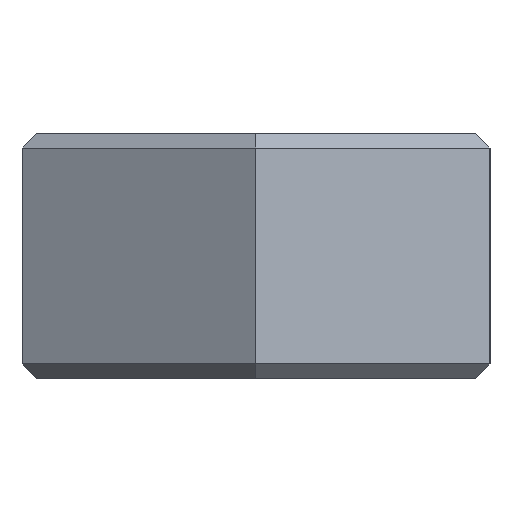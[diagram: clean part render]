
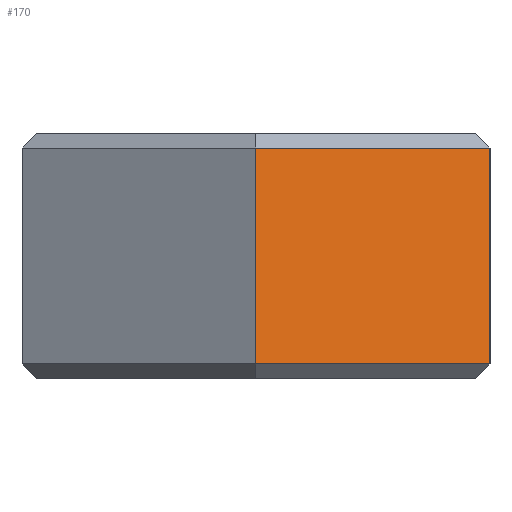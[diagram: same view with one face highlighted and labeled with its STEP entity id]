
A CAD part, front view. The second image highlights one B-rep face of the part: STEP entity #170.
In plain terms, the highlighted planar face has unit normal (0.5, -0.866, 0).
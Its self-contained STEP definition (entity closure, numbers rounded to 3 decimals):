
#170=ADVANCED_FACE('',(#1809),#1811,.T.);
#1809=FACE_BOUND('',#1810,.T.);
#1810=EDGE_LOOP('',(#1972,#1973,#1974,#1975));
#1811=PLANE('',#1812);
#1812=AXIS2_PLACEMENT_3D('',#1813,#1814,#1815);
#1813=CARTESIAN_POINT('',(0.,-7.506,0.));
#1814=DIRECTION('',(0.5,-0.866,0.));
#1815=DIRECTION('',(0.866,0.5,0.));
#1972=ORIENTED_EDGE('',*,*,#2070,.F.);
#1973=ORIENTED_EDGE('',*,*,#2071,.F.);
#1974=ORIENTED_EDGE('',*,*,#2056,.T.);
#1975=ORIENTED_EDGE('',*,*,#2068,.T.);
#2056=EDGE_CURVE('',#2138,#2133,#2139,.T.);
#2068=EDGE_CURVE('',#2133,#2154,#2157,.T.);
#2070=EDGE_CURVE('',#2159,#2154,#2160,.T.);
#2071=EDGE_CURVE('',#2138,#2159,#2161,.T.);
#2133=VERTEX_POINT('',#2995);
#2138=VERTEX_POINT('',#3006);
#2139=LINE('',#3007,#3008);
#2154=VERTEX_POINT('',#3046);
#2157=LINE('',#3051,#3052);
#2159=VERTEX_POINT('',#3057);
#2160=LINE('',#3058,#3059);
#2161=LINE('',#3061,#3062);
#2995=CARTESIAN_POINT('',(6.5,-3.753,0.4));
#3006=CARTESIAN_POINT('',(0.,-7.506,0.4));
#3007=CARTESIAN_POINT('',(0.,-7.506,0.4));
#3008=VECTOR('',#3009,1.);
#3009=DIRECTION('',(0.866,0.5,0.));
#3046=CARTESIAN_POINT('',(6.5,-3.753,6.4));
#3051=CARTESIAN_POINT('',(6.5,-3.753,0.4));
#3052=VECTOR('',#3053,1.);
#3053=DIRECTION('',(0.,0.,1.));
#3057=CARTESIAN_POINT('',(0.,-7.506,6.4));
#3058=CARTESIAN_POINT('',(0.,-7.506,6.4));
#3059=VECTOR('',#3060,1.);
#3060=DIRECTION('',(0.866,0.5,0.));
#3061=CARTESIAN_POINT('',(0.,-7.506,0.4));
#3062=VECTOR('',#3063,1.);
#3063=DIRECTION('',(0.,0.,1.));
